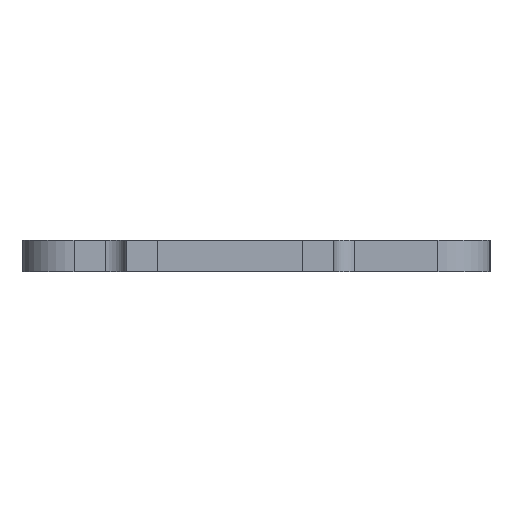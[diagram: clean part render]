
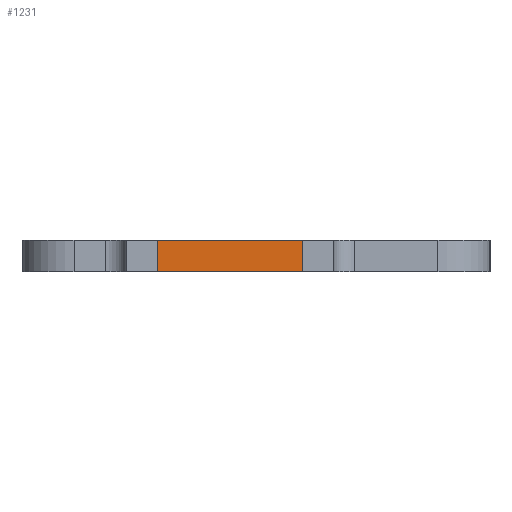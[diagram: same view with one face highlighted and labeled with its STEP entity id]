
A CAD part, left-side view. The second image highlights one B-rep face of the part: STEP entity #1231.
In plain terms, the highlighted planar face has unit normal (-1, 0, 0).
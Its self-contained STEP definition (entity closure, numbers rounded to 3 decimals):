
#54=PLANE('',#1346);
#115=FACE_OUTER_BOUND('',#182,.T.);
#182=EDGE_LOOP('',(#1069,#1070,#1071,#1072));
#217=LINE('',#1789,#343);
#308=LINE('',#2050,#434);
#309=LINE('',#2053,#435);
#310=LINE('',#2054,#436);
#343=VECTOR('',#1427,14.);
#434=VECTOR('',#1686,3.);
#435=VECTOR('',#1689,14.);
#436=VECTOR('',#1690,3.);
#523=VERTEX_POINT('',#1786);
#524=VERTEX_POINT('',#1788);
#610=VERTEX_POINT('',#2048);
#611=VERTEX_POINT('',#2052);
#653=EDGE_CURVE('',#523,#524,#217,.T.);
#783=EDGE_CURVE('',#523,#610,#308,.T.);
#784=EDGE_CURVE('',#611,#610,#309,.T.);
#785=EDGE_CURVE('',#524,#611,#310,.T.);
#1069=ORIENTED_EDGE('',*,*,#653,.F.);
#1070=ORIENTED_EDGE('',*,*,#783,.T.);
#1071=ORIENTED_EDGE('',*,*,#784,.F.);
#1072=ORIENTED_EDGE('',*,*,#785,.F.);
#1231=ADVANCED_FACE('',(#115),#54,.T.);
#1346=AXIS2_PLACEMENT_3D('',#2051,#1687,#1688);
#1427=DIRECTION('',(0.,1.,0.));
#1686=DIRECTION('',(0.,0.,1.));
#1687=DIRECTION('center_axis',(-1.,0.,0.));
#1688=DIRECTION('ref_axis',(0.,-1.,0.));
#1689=DIRECTION('',(0.,-1.,0.));
#1690=DIRECTION('',(0.,0.,1.));
#1786=CARTESIAN_POINT('',(0.,8.,0.));
#1788=CARTESIAN_POINT('',(0.,22.,0.));
#1789=CARTESIAN_POINT('',(0.,8.,0.));
#2048=CARTESIAN_POINT('',(0.,8.,3.));
#2050=CARTESIAN_POINT('',(0.,8.,0.));
#2051=CARTESIAN_POINT('Origin',(0.,22.,0.));
#2052=CARTESIAN_POINT('',(0.,22.,3.));
#2053=CARTESIAN_POINT('',(0.,8.,3.));
#2054=CARTESIAN_POINT('',(0.,22.,0.));
